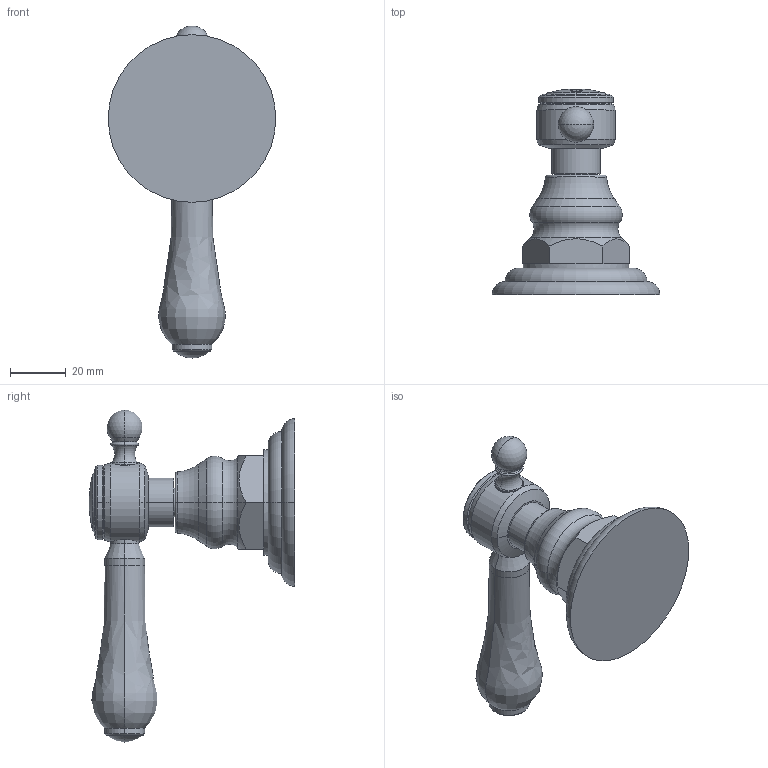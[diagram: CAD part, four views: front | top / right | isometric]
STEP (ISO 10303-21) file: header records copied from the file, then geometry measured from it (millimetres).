
FILE_DESCRIPTION((''),'2;1');
FILE_NAME('3-241C','2020-12-31T14:24:52',('jinson.thomas'),(''),'CREO PARAMETRIC BY PTC INC, 2018400','CREO PARAMETRIC BY PTC INC, 2018400','');
FILE_SCHEMA(('CONFIG_CONTROL_DESIGN'));
Length unit declared in the file: inch
Products named in the file (1): 3-241C
Bounding box: 59.94 x 73.61 x 118.75 mm (x, y, z)
Volume: 78563 mm3; surface area: 17128.5 mm2
Topology: 1 solids, 1 shells, 164 faces, 395 edges, 235 vertices
Faces by surface type: plane 56, cylinder 44, torus 22, cone 20, sphere 12, bspline 4, extrusion 4, revolution 2
Entity records: 5715 total; most frequent: CARTESIAN_POINT 1895, DIRECTION 829, ORIENTED_EDGE 778, EDGE_CURVE 389, AXIS2_PLACEMENT_3D 351, VERTEX_POINT 235, CIRCLE 197, EDGE_LOOP 172
